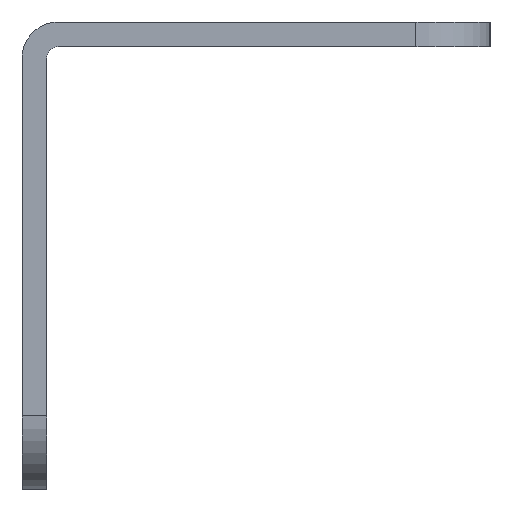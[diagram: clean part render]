
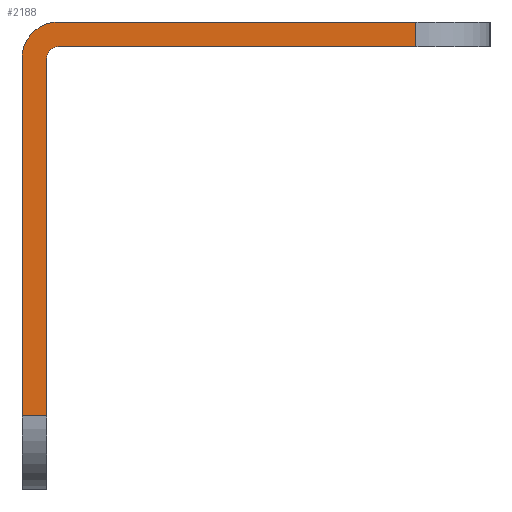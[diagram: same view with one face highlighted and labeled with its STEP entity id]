
A CAD part, left-side view. The second image highlights one B-rep face of the part: STEP entity #2188.
In plain terms, the highlighted planar face has unit normal (-1, 0, 0).
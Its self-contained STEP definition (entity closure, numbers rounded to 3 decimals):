
#430=FACE_OUTER_BOUND('',#546,.T.);
#546=EDGE_LOOP('',(#1707,#1708,#1709,#1710,#1711,#1712,#1713,#1714));
#969=CIRCLE('',#2309,0.74);
#970=CIRCLE('',#2310,2.34);
#1189=LINE('',#3348,#1213);
#1190=LINE('',#3350,#1214);
#1191=LINE('',#3354,#1215);
#1192=LINE('',#3356,#1216);
#1193=LINE('',#3358,#1217);
#1194=LINE('',#3361,#1218);
#1213=VECTOR('',#2653,1.6);
#1214=VECTOR('',#2654,23.16);
#1215=VECTOR('',#2657,23.16);
#1216=VECTOR('',#2658,1.6);
#1217=VECTOR('',#2659,23.16);
#1218=VECTOR('',#2662,23.16);
#1239=VERTEX_POINT('',#3346);
#1240=VERTEX_POINT('',#3347);
#1241=VERTEX_POINT('',#3349);
#1242=VERTEX_POINT('',#3351);
#1243=VERTEX_POINT('',#3353);
#1244=VERTEX_POINT('',#3355);
#1245=VERTEX_POINT('',#3357);
#1246=VERTEX_POINT('',#3359);
#1467=EDGE_CURVE('',#1239,#1240,#1189,.T.);
#1468=EDGE_CURVE('',#1241,#1240,#1190,.T.);
#1469=EDGE_CURVE('',#1241,#1242,#969,.T.);
#1470=EDGE_CURVE('',#1243,#1242,#1191,.T.);
#1471=EDGE_CURVE('',#1243,#1244,#1192,.T.);
#1472=EDGE_CURVE('',#1245,#1244,#1193,.T.);
#1473=EDGE_CURVE('',#1245,#1246,#970,.T.);
#1474=EDGE_CURVE('',#1239,#1246,#1194,.T.);
#1707=ORIENTED_EDGE('',*,*,#1467,.T.);
#1708=ORIENTED_EDGE('',*,*,#1468,.F.);
#1709=ORIENTED_EDGE('',*,*,#1469,.T.);
#1710=ORIENTED_EDGE('',*,*,#1470,.F.);
#1711=ORIENTED_EDGE('',*,*,#1471,.T.);
#1712=ORIENTED_EDGE('',*,*,#1472,.F.);
#1713=ORIENTED_EDGE('',*,*,#1473,.T.);
#1714=ORIENTED_EDGE('',*,*,#1474,.F.);
#2180=PLANE('',#2308);
#2188=ADVANCED_FACE('',(#430),#2180,.F.);
#2308=AXIS2_PLACEMENT_3D('',#3345,#2651,#2652);
#2309=AXIS2_PLACEMENT_3D('',#3352,#2655,#2656);
#2310=AXIS2_PLACEMENT_3D('',#3360,#2660,#2661);
#2651=DIRECTION('center_axis',(1.,0.,0.));
#2652=DIRECTION('ref_axis',(0.,0.,-1.));
#2653=DIRECTION('',(0.,-1.,0.));
#2654=DIRECTION('',(0.,0.,-1.));
#2655=DIRECTION('center_axis',(1.,0.,0.));
#2656=DIRECTION('ref_axis',(0.,1.,0.));
#2657=DIRECTION('',(0.,1.,0.));
#2658=DIRECTION('',(0.,0.,1.));
#2659=DIRECTION('',(0.,-1.,0.));
#2660=DIRECTION('center_axis',(-1.,0.,0.));
#2661=DIRECTION('ref_axis',(0.,0.,1.));
#2662=DIRECTION('',(0.,0.,1.));
#3345=CARTESIAN_POINT('Origin',(-136.,0.,0.));
#3346=CARTESIAN_POINT('',(-136.,0.,-25.5));
#3347=CARTESIAN_POINT('',(-136.,-1.6,-25.5));
#3348=CARTESIAN_POINT('',(-136.,0.,-25.5));
#3349=CARTESIAN_POINT('',(-136.,-1.6,-2.34));
#3350=CARTESIAN_POINT('',(-136.,-1.6,-2.34));
#3351=CARTESIAN_POINT('',(-136.,-2.34,-1.6));
#3352=CARTESIAN_POINT('Origin',(-136.,-2.34,-2.34));
#3353=CARTESIAN_POINT('',(-136.,-25.5,-1.6));
#3354=CARTESIAN_POINT('',(-136.,-25.5,-1.6));
#3355=CARTESIAN_POINT('',(-136.,-25.5,0.));
#3356=CARTESIAN_POINT('',(-136.,-25.5,-1.6));
#3357=CARTESIAN_POINT('',(-136.,-2.34,0.));
#3358=CARTESIAN_POINT('',(-136.,-2.34,0.));
#3359=CARTESIAN_POINT('',(-136.,0.,-2.34));
#3360=CARTESIAN_POINT('Origin',(-136.,-2.34,-2.34));
#3361=CARTESIAN_POINT('',(-136.,0.,-25.5));
